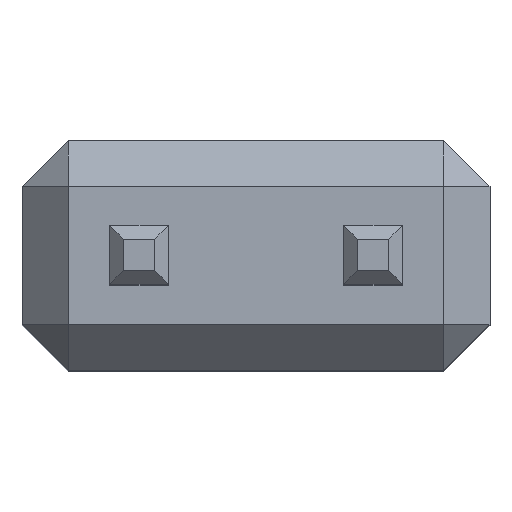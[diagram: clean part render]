
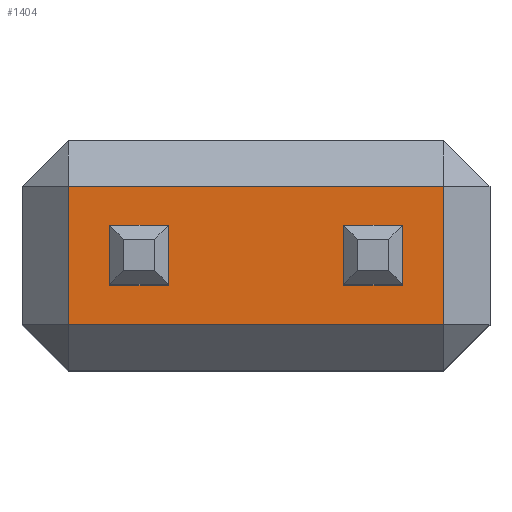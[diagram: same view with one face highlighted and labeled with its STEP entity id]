
A CAD part, top view. The second image highlights one B-rep face of the part: STEP entity #1404.
In plain terms, the highlighted planar face has unit normal (0, 0, 1).
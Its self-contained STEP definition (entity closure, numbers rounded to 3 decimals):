
#205 = DIRECTION ( 'NONE',  ( 1., 0., 0. ) ) ;
#206 = CARTESIAN_POINT ( 'NONE',  ( 2.54, -0.75, 2.5 ) ) ;
#208 = DIRECTION ( 'NONE',  ( 0., 1., 0. ) ) ;
#209 = CARTESIAN_POINT ( 'NONE',  ( -0.95, 1.25, 2.5 ) ) ;
#219 = DIRECTION ( 'NONE',  ( -1., 0., 0. ) ) ;
#220 = CARTESIAN_POINT ( 'NONE',  ( 2.54, 0.32, 2.5 ) ) ;
#223 = DIRECTION ( 'NONE',  ( -1., 0., 0. ) ) ;
#225 = CARTESIAN_POINT ( 'NONE',  ( 2.54, 0.32, 2.5 ) ) ;
#230 = DIRECTION ( 'NONE',  ( 0., 1., 0. ) ) ;
#231 = CARTESIAN_POINT ( 'NONE',  ( 1.59, 1.25, 2.5 ) ) ;
#232 = DIRECTION ( 'NONE',  ( 0., -1., 0. ) ) ;
#233 = CARTESIAN_POINT ( 'NONE',  ( 0.95, 1.25, 2.5 ) ) ;
#245 = CARTESIAN_POINT ( 'NONE',  ( 2.54, -0.32, 2.5 ) ) ;
#284 = DIRECTION ( 'NONE',  ( 0., 1., 0. ) ) ;
#286 = CARTESIAN_POINT ( 'NONE',  ( 2.04, 1.25, 2.5 ) ) ;
#287 = DIRECTION ( 'NONE',  ( 0., -1., 0. ) ) ;
#288 = CARTESIAN_POINT ( 'NONE',  ( -1.59, 1.25, 2.5 ) ) ;
#290 = DIRECTION ( 'NONE',  ( 1., 0., 0. ) ) ;
#303 = DIRECTION ( 'NONE',  ( -1., 0., 0. ) ) ;
#304 = CARTESIAN_POINT ( 'NONE',  ( 2.54, 0.75, 2.5 ) ) ;
#305 = DIRECTION ( 'NONE',  ( 1., 0., 0. ) ) ;
#308 = CARTESIAN_POINT ( 'NONE',  ( 2.54, -0.32, 2.5 ) ) ;
#312 = VERTEX_POINT ( 'NONE', #368 ) ;
#316 = VERTEX_POINT ( 'NONE', #1530 ) ;
#317 = VERTEX_POINT ( 'NONE', #1502 ) ;
#330 = VERTEX_POINT ( 'NONE', #1597 ) ;
#340 = VERTEX_POINT ( 'NONE', #1583 ) ;
#341 = VERTEX_POINT ( 'NONE', #1580 ) ;
#342 = VERTEX_POINT ( 'NONE', #1579 ) ;
#351 = VERTEX_POINT ( 'NONE', #1569 ) ;
#352 = VERTEX_POINT ( 'NONE', #1568 ) ;
#368 = CARTESIAN_POINT ( 'NONE',  ( -2.04, -0.75, 2.5 ) ) ;
#369 = VERTEX_POINT ( 'NONE', #1551 ) ;
#372 = VERTEX_POINT ( 'NONE', #1548 ) ;
#377 = VERTEX_POINT ( 'NONE', #1544 ) ;
#857 = PLANE ( 'NONE',  #1622 ) ;
#858 = CARTESIAN_POINT ( 'NONE',  ( 2.54, 1.25, 2.5 ) ) ;
#866 = DIRECTION ( 'NONE',  ( 0., 0., -1. ) ) ;
#867 = DIRECTION ( 'NONE',  ( -1., 0., 0. ) ) ;
#1083 = EDGE_CURVE ( 'NONE', #352, #341, #1778, .T. ) ;
#1084 = EDGE_CURVE ( 'NONE', #351, #340, #1776, .T. ) ;
#1087 = EDGE_CURVE ( 'NONE', #340, #352, #1770, .T. ) ;
#1093 = EDGE_CURVE ( 'NONE', #342, #369, #1766, .T. ) ;
#1098 = EDGE_CURVE ( 'NONE', #377, #342, #1758, .T. ) ;
#1099 = EDGE_CURVE ( 'NONE', #312, #330, #1756, .T. ) ;
#1100 = EDGE_CURVE ( 'NONE', #372, #377, #1802, .T. ) ;
#1104 = EDGE_CURVE ( 'NONE', #341, #351, #1746, .T. ) ;
#1105 = EDGE_CURVE ( 'NONE', #316, #317, #1744, .T. ) ;
#1112 = EDGE_CURVE ( 'NONE', #369, #372, #1730, .T. ) ;
#1113 = EDGE_CURVE ( 'NONE', #330, #316, #1728, .T. ) ;
#1115 = EDGE_CURVE ( 'NONE', #317, #312, #1724, .T. ) ;
#1118 = CARTESIAN_POINT ( 'NONE',  ( -2.04, 1.25, 2.5 ) ) ;
#1144 = DIRECTION ( 'NONE',  ( 0., -1., 0. ) ) ;
#1162 = FACE_BOUND ( 'NONE', #2204, .T. ) ;
#1333 = FACE_OUTER_BOUND ( 'NONE', #2201, .T. ) ;
#1339 = FACE_BOUND ( 'NONE', #2194, .T. ) ;
#1404 = ADVANCED_FACE ( 'NONE', ( #1333, #1162, #1339 ), #857, .F. ) ;
#1502 = CARTESIAN_POINT ( 'NONE',  ( -2.04, 0.75, 2.5 ) ) ;
#1530 = CARTESIAN_POINT ( 'NONE',  ( 2.04, 0.75, 2.5 ) ) ;
#1544 = CARTESIAN_POINT ( 'NONE',  ( -0.95, -0.32, 2.5 ) ) ;
#1548 = CARTESIAN_POINT ( 'NONE',  ( -1.59, -0.32, 2.5 ) ) ;
#1551 = CARTESIAN_POINT ( 'NONE',  ( -1.59, 0.32, 2.5 ) ) ;
#1568 = CARTESIAN_POINT ( 'NONE',  ( 0.95, 0.32, 2.5 ) ) ;
#1569 = CARTESIAN_POINT ( 'NONE',  ( 1.59, -0.32, 2.5 ) ) ;
#1579 = CARTESIAN_POINT ( 'NONE',  ( -0.95, 0.32, 2.5 ) ) ;
#1580 = CARTESIAN_POINT ( 'NONE',  ( 0.95, -0.32, 2.5 ) ) ;
#1583 = CARTESIAN_POINT ( 'NONE',  ( 1.59, 0.32, 2.5 ) ) ;
#1597 = CARTESIAN_POINT ( 'NONE',  ( 2.04, -0.75, 2.5 ) ) ;
#1622 = AXIS2_PLACEMENT_3D ( 'NONE', #858, #866, #867 ) ;
#1723 = VECTOR ( 'NONE', #1144, 1000. ) ;
#1724 = LINE ( 'NONE', #1118, #1723 ) ;
#1727 = VECTOR ( 'NONE', #284, 1000. ) ;
#1728 = LINE ( 'NONE', #286, #1727 ) ;
#1729 = VECTOR ( 'NONE', #287, 1000. ) ;
#1730 = LINE ( 'NONE', #288, #1729 ) ;
#1743 = VECTOR ( 'NONE', #303, 1000. ) ;
#1744 = LINE ( 'NONE', #304, #1743 ) ;
#1745 = VECTOR ( 'NONE', #305, 1000. ) ;
#1746 = LINE ( 'NONE', #308, #1745 ) ;
#1754 = VECTOR ( 'NONE', #290, 1000. ) ;
#1755 = VECTOR ( 'NONE', #205, 1000. ) ;
#1756 = LINE ( 'NONE', #206, #1755 ) ;
#1757 = VECTOR ( 'NONE', #208, 1000. ) ;
#1758 = LINE ( 'NONE', #209, #1757 ) ;
#1765 = VECTOR ( 'NONE', #219, 1000. ) ;
#1766 = LINE ( 'NONE', #220, #1765 ) ;
#1769 = VECTOR ( 'NONE', #223, 1000. ) ;
#1770 = LINE ( 'NONE', #225, #1769 ) ;
#1775 = VECTOR ( 'NONE', #230, 1000. ) ;
#1776 = LINE ( 'NONE', #231, #1775 ) ;
#1777 = VECTOR ( 'NONE', #232, 1000. ) ;
#1778 = LINE ( 'NONE', #233, #1777 ) ;
#1802 = LINE ( 'NONE', #245, #1754 ) ;
#2126 = ORIENTED_EDGE ( 'NONE', *, *, #1098, .F. ) ;
#2142 = ORIENTED_EDGE ( 'NONE', *, *, #1113, .T. ) ;
#2143 = ORIENTED_EDGE ( 'NONE', *, *, #1105, .T. ) ;
#2144 = ORIENTED_EDGE ( 'NONE', *, *, #1115, .T. ) ;
#2145 = ORIENTED_EDGE ( 'NONE', *, *, #1099, .T. ) ;
#2146 = ORIENTED_EDGE ( 'NONE', *, *, #1100, .F. ) ;
#2147 = ORIENTED_EDGE ( 'NONE', *, *, #1093, .F. ) ;
#2148 = ORIENTED_EDGE ( 'NONE', *, *, #1112, .F. ) ;
#2149 = ORIENTED_EDGE ( 'NONE', *, *, #1084, .F. ) ;
#2150 = ORIENTED_EDGE ( 'NONE', *, *, #1104, .F. ) ;
#2151 = ORIENTED_EDGE ( 'NONE', *, *, #1083, .F. ) ;
#2153 = ORIENTED_EDGE ( 'NONE', *, *, #1087, .F. ) ;
#2194 = EDGE_LOOP ( 'NONE', ( #2149, #2150, #2151, #2153 ) ) ;
#2201 = EDGE_LOOP ( 'NONE', ( #2144, #2145, #2142, #2143 ) ) ;
#2204 = EDGE_LOOP ( 'NONE', ( #2126, #2146, #2148, #2147 ) ) ;
